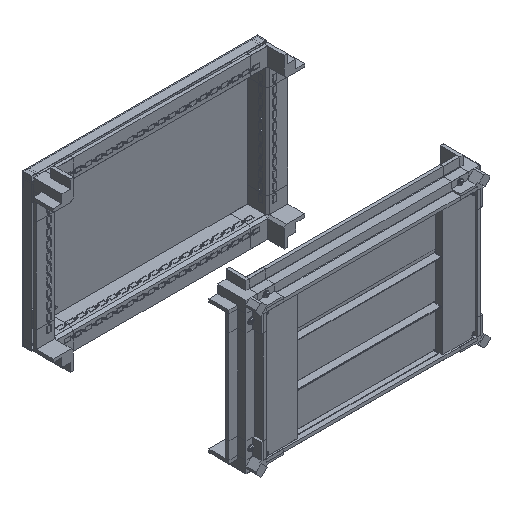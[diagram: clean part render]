
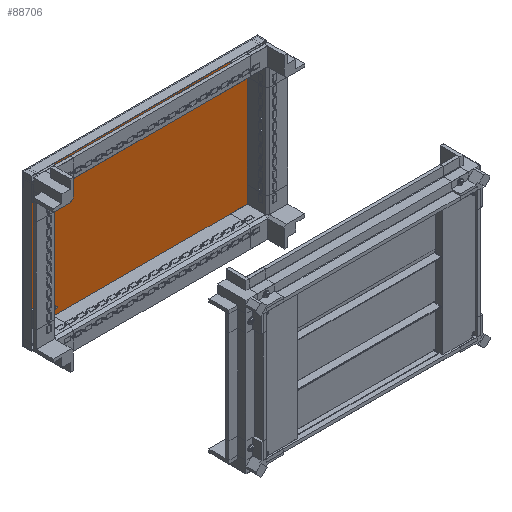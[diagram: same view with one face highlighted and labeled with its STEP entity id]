
A CAD part, isometric view. The second image highlights one B-rep face of the part: STEP entity #88706.
In plain terms, the highlighted planar face has unit normal (0, -1, 0).
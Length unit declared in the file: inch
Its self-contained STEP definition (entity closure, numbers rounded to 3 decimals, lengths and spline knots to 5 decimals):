
#337 = CIRCLE ( 'NONE', #121163, 0.26575 ) ;
#2715 = CARTESIAN_POINT ( 'NONE',  ( 0., 20.51131, 0. ) ) ;
#2802 = EDGE_CURVE ( 'NONE', #110802, #49270, #129499, .T. ) ;
#3034 = CIRCLE ( 'NONE', #64497, 0.26575 ) ;
#3597 = FACE_BOUND ( 'NONE', #40248, .T. ) ;
#3607 = CARTESIAN_POINT ( 'NONE',  ( 0., 20.51131, -7.06685 ) ) ;
#6180 = CARTESIAN_POINT ( 'NONE',  ( 10.51181, 20.51131, 6.5748 ) ) ;
#6528 = ORIENTED_EDGE ( 'NONE', *, *, #16110, .T. ) ;
#9470 = VERTEX_POINT ( 'NONE', #143689 ) ;
#15745 = CARTESIAN_POINT ( 'NONE',  ( 10.51181, 20.51131, -6.30906 ) ) ;
#16110 = EDGE_CURVE ( 'NONE', #85806, #85806, #63307, .T. ) ;
#17603 = FACE_BOUND ( 'NONE', #169339, .T. ) ;
#19050 = ORIENTED_EDGE ( 'NONE', *, *, #40609, .T. ) ;
#22294 = EDGE_CURVE ( 'NONE', #9470, #9470, #43896, .T. ) ;
#23025 = DIRECTION ( 'NONE',  ( 0., 1., 0. ) ) ;
#36203 = ORIENTED_EDGE ( 'NONE', *, *, #169320, .T. ) ;
#36649 = VECTOR ( 'NONE', #115416, 39.37008 ) ;
#37021 = CARTESIAN_POINT ( 'NONE',  ( 10.51181, 20.51131, -6.5748 ) ) ;
#40248 = EDGE_LOOP ( 'NONE', ( #19050 ) ) ;
#40609 = EDGE_CURVE ( 'NONE', #47807, #47807, #3034, .T. ) ;
#40858 = VECTOR ( 'NONE', #71035, 39.37008 ) ;
#41104 = ORIENTED_EDGE ( 'NONE', *, *, #80590, .T. ) ;
#42132 = LINE ( 'NONE', #108831, #40858 ) ;
#43007 = CARTESIAN_POINT ( 'NONE',  ( -11.00386, 20.51131, -7.06685 ) ) ;
#43896 = CIRCLE ( 'NONE', #111172, 0.26575 ) ;
#44254 = LINE ( 'NONE', #72275, #48356 ) ;
#45589 = DIRECTION ( 'NONE',  ( 0., 0., -1. ) ) ;
#45601 = LINE ( 'NONE', #3607, #56502 ) ;
#47807 = VERTEX_POINT ( 'NONE', #61808 ) ;
#48356 = VECTOR ( 'NONE', #56491, 39.37008 ) ;
#49270 = VERTEX_POINT ( 'NONE', #43007 ) ;
#49706 = EDGE_CURVE ( 'NONE', #63695, #110802, #44254, .T. ) ;
#56082 = DIRECTION ( 'NONE',  ( 0., -1., 0. ) ) ;
#56491 = DIRECTION ( 'NONE',  ( -1., 0., 0. ) ) ;
#56502 = VECTOR ( 'NONE', #72750, 39.37008 ) ;
#57872 = FACE_BOUND ( 'NONE', #142912, .T. ) ;
#61808 = CARTESIAN_POINT ( 'NONE',  ( -10.51181, 20.51131, 6.84055 ) ) ;
#63307 = CIRCLE ( 'NONE', #167139, 0.26575 ) ;
#63695 = VERTEX_POINT ( 'NONE', #136601 ) ;
#64497 = AXIS2_PLACEMENT_3D ( 'NONE', #86066, #74547, #90356 ) ;
#67166 = EDGE_LOOP ( 'NONE', ( #41104, #36203, #100886, #109717 ) ) ;
#70671 = EDGE_LOOP ( 'NONE', ( #105826 ) ) ;
#71035 = DIRECTION ( 'NONE',  ( 0., 0., 1. ) ) ;
#72275 = CARTESIAN_POINT ( 'NONE',  ( 0., 20.51131, 7.06685 ) ) ;
#72750 = DIRECTION ( 'NONE',  ( 1., 0., 0. ) ) ;
#74547 = DIRECTION ( 'NONE',  ( 0., 1., 0. ) ) ;
#80590 = EDGE_CURVE ( 'NONE', #49270, #118455, #45601, .T. ) ;
#84931 = CARTESIAN_POINT ( 'NONE',  ( 10.51181, 20.51131, 6.84055 ) ) ;
#85806 = VERTEX_POINT ( 'NONE', #84931 ) ;
#86066 = CARTESIAN_POINT ( 'NONE',  ( -10.51181, 20.51131, 6.5748 ) ) ;
#88416 = DIRECTION ( 'NONE',  ( 0., 0., 1. ) ) ;
#88706 = ADVANCED_FACE ( 'NONE', ( #110559, #136129, #57872, #3597, #17603 ), #165867, .T. ) ;
#90356 = DIRECTION ( 'NONE',  ( 0., 0., 1. ) ) ;
#100537 = CARTESIAN_POINT ( 'NONE',  ( -11.00386, 20.51131, 0. ) ) ;
#100886 = ORIENTED_EDGE ( 'NONE', *, *, #49706, .T. ) ;
#105826 = ORIENTED_EDGE ( 'NONE', *, *, #22294, .T. ) ;
#108831 = CARTESIAN_POINT ( 'NONE',  ( 11.00386, 20.51131, 0. ) ) ;
#109546 = VERTEX_POINT ( 'NONE', #15745 ) ;
#109717 = ORIENTED_EDGE ( 'NONE', *, *, #2802, .T. ) ;
#110553 = DIRECTION ( 'NONE',  ( 0., 1., 0. ) ) ;
#110559 = FACE_OUTER_BOUND ( 'NONE', #67166, .T. ) ;
#110802 = VERTEX_POINT ( 'NONE', #112255 ) ;
#111172 = AXIS2_PLACEMENT_3D ( 'NONE', #158619, #169999, #88416 ) ;
#112255 = CARTESIAN_POINT ( 'NONE',  ( -11.00386, 20.51131, 7.06685 ) ) ;
#115416 = DIRECTION ( 'NONE',  ( 0., 0., -1. ) ) ;
#117717 = DIRECTION ( 'NONE',  ( 0., 0., 1. ) ) ;
#118455 = VERTEX_POINT ( 'NONE', #135887 ) ;
#118569 = ORIENTED_EDGE ( 'NONE', *, *, #169902, .T. ) ;
#121163 = AXIS2_PLACEMENT_3D ( 'NONE', #37021, #23025, #117717 ) ;
#129499 = LINE ( 'NONE', #100537, #36649 ) ;
#135887 = CARTESIAN_POINT ( 'NONE',  ( 11.00386, 20.51131, -7.06685 ) ) ;
#136129 = FACE_BOUND ( 'NONE', #70671, .T. ) ;
#136601 = CARTESIAN_POINT ( 'NONE',  ( 11.00386, 20.51131, 7.06685 ) ) ;
#137826 = DIRECTION ( 'NONE',  ( 0., 0., 1. ) ) ;
#142912 = EDGE_LOOP ( 'NONE', ( #118569 ) ) ;
#143689 = CARTESIAN_POINT ( 'NONE',  ( -10.51181, 20.51131, -6.30906 ) ) ;
#158619 = CARTESIAN_POINT ( 'NONE',  ( -10.51181, 20.51131, -6.5748 ) ) ;
#163999 = AXIS2_PLACEMENT_3D ( 'NONE', #2715, #56082, #45589 ) ;
#165867 = PLANE ( 'NONE',  #163999 ) ;
#167139 = AXIS2_PLACEMENT_3D ( 'NONE', #6180, #110553, #137826 ) ;
#169320 = EDGE_CURVE ( 'NONE', #118455, #63695, #42132, .T. ) ;
#169339 = EDGE_LOOP ( 'NONE', ( #6528 ) ) ;
#169902 = EDGE_CURVE ( 'NONE', #109546, #109546, #337, .T. ) ;
#169999 = DIRECTION ( 'NONE',  ( 0., 1., 0. ) ) ;
